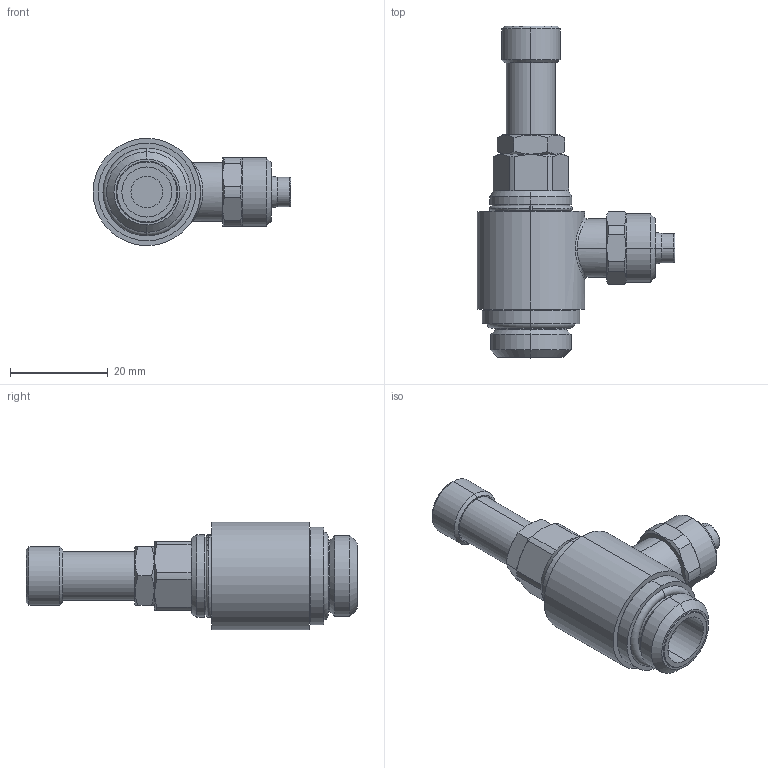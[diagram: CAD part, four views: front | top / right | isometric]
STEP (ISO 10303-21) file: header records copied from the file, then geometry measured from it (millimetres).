
FILE_DESCRIPTION (( 'STEP AP203' ), '1' );
FILE_NAME ('04320V43.STEP', '2010-04-26T15:13:56', ( 'Flavio' ), ( '' ), 'SwSTEP 2.0', 'SolidWorks 2009', '' );
FILE_SCHEMA (( 'CONFIG_CONTROL_DESIGN' ));
Length unit declared in the file: millimetre
Products named in the file (1): 04320V43
Bounding box: 40.5 x 68 x 22 mm (x, y, z)
Volume: 15955.2 mm3; surface area: 6065.9 mm2
Topology: 3 solids, 3 shells, 146 faces, 318 edges, 194 vertices
Faces by surface type: cylinder 50, plane 46, cone 42, torus 6, bspline 2
Entity records: 5192 total; most frequent: CARTESIAN_POINT 1904, DIRECTION 708, ORIENTED_EDGE 636, EDGE_CURVE 318, AXIS2_PLACEMENT_3D 299, VERTEX_POINT 194, EDGE_LOOP 164, CIRCLE 154
